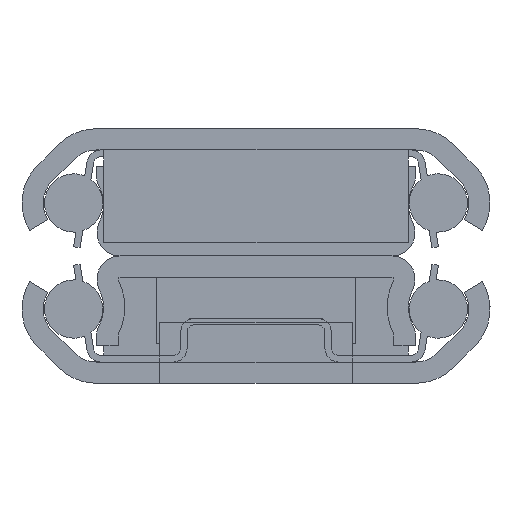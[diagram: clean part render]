
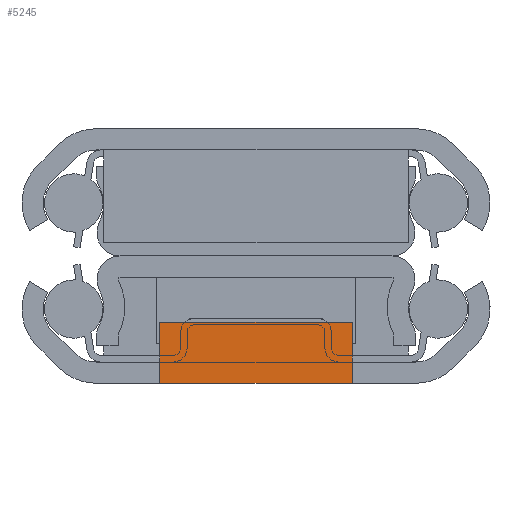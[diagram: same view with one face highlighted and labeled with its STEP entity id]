
A CAD part, left-side view. The second image highlights one B-rep face of the part: STEP entity #5245.
In plain terms, the highlighted face is planar.
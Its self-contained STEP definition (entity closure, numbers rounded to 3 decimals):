
#66 = CARTESIAN_POINT ( 'NONE',  ( -5., 7.25, 327.2 ) ) ;
#202 = ORIENTED_EDGE ( 'NONE', *, *, #1364, .T. ) ;
#235 = VECTOR ( 'NONE', #4453, 1000. ) ;
#665 = LINE ( 'NONE', #66, #3607 ) ;
#778 = VECTOR ( 'NONE', #1990, 1000. ) ;
#892 = VERTEX_POINT ( 'NONE', #3983 ) ;
#949 = VERTEX_POINT ( 'NONE', #1013 ) ;
#1013 = CARTESIAN_POINT ( 'NONE',  ( -5., -7.25, 327.2 ) ) ;
#1134 = VERTEX_POINT ( 'NONE', #5597 ) ;
#1362 = ORIENTED_EDGE ( 'NONE', *, *, #2726, .F. ) ;
#1364 = EDGE_CURVE ( 'NONE', #4935, #1134, #5379, .T. ) ;
#1563 = VECTOR ( 'NONE', #2658, 1000. ) ;
#1627 = CARTESIAN_POINT ( 'NONE',  ( -5., 7.25, 327.2 ) ) ;
#1692 = VERTEX_POINT ( 'NONE', #5482 ) ;
#1816 = DIRECTION ( 'NONE',  ( -1., 0., 0. ) ) ;
#1847 = ORIENTED_EDGE ( 'NONE', *, *, #3645, .F. ) ;
#1990 = DIRECTION ( 'NONE',  ( -1., 0., 0. ) ) ;
#2253 = EDGE_CURVE ( 'NONE', #5505, #949, #665, .T. ) ;
#2409 = DIRECTION ( 'NONE',  ( 0., 0., -1. ) ) ;
#2579 = CARTESIAN_POINT ( 'NONE',  ( -8., 7.25, 327.2 ) ) ;
#2658 = DIRECTION ( 'NONE',  ( -1., 0., 0. ) ) ;
#2726 = EDGE_CURVE ( 'NONE', #892, #1134, #5674, .T. ) ;
#2895 = CARTESIAN_POINT ( 'NONE',  ( -9.6, 7.25, 327.2 ) ) ;
#2898 = VECTOR ( 'NONE', #2945, 1000. ) ;
#2945 = DIRECTION ( 'NONE',  ( -1., 0., 0. ) ) ;
#2970 = EDGE_LOOP ( 'NONE', ( #202, #1362, #1847, #4488, #5249, #5188 ) ) ;
#3013 = CARTESIAN_POINT ( 'NONE',  ( -8., 7.25, 327.2 ) ) ;
#3187 = LINE ( 'NONE', #2579, #778 ) ;
#3269 = CARTESIAN_POINT ( 'NONE',  ( -5., 7.25, 327.2 ) ) ;
#3547 = CARTESIAN_POINT ( 'NONE',  ( -5., -7.25, 327.2 ) ) ;
#3607 = VECTOR ( 'NONE', #5363, 1000. ) ;
#3614 = PLANE ( 'NONE',  #4910 ) ;
#3645 = EDGE_CURVE ( 'NONE', #949, #892, #4166, .T. ) ;
#3869 = LINE ( 'NONE', #3269, #1563 ) ;
#3983 = CARTESIAN_POINT ( 'NONE',  ( -8., -7.25, 327.2 ) ) ;
#4163 = DIRECTION ( 'NONE',  ( 0., -1., 0. ) ) ;
#4166 = LINE ( 'NONE', #3547, #2898 ) ;
#4439 = EDGE_CURVE ( 'NONE', #1692, #4935, #3187, .T. ) ;
#4446 = FACE_OUTER_BOUND ( 'NONE', #2970, .T. ) ;
#4453 = DIRECTION ( 'NONE',  ( -1., 0., 0. ) ) ;
#4488 = ORIENTED_EDGE ( 'NONE', *, *, #2253, .F. ) ;
#4765 = CARTESIAN_POINT ( 'NONE',  ( -9.6, 7.25, 327.2 ) ) ;
#4910 = AXIS2_PLACEMENT_3D ( 'NONE', #3013, #2409, #1816 ) ;
#4935 = VERTEX_POINT ( 'NONE', #2895 ) ;
#5039 = EDGE_CURVE ( 'NONE', #5505, #1692, #3869, .T. ) ;
#5073 = CARTESIAN_POINT ( 'NONE',  ( -8., -7.25, 327.2 ) ) ;
#5188 = ORIENTED_EDGE ( 'NONE', *, *, #4439, .T. ) ;
#5245 = ADVANCED_FACE ( 'NONE', ( #4446 ), #3614, .F. ) ;
#5249 = ORIENTED_EDGE ( 'NONE', *, *, #5039, .T. ) ;
#5363 = DIRECTION ( 'NONE',  ( 0., -1., 0. ) ) ;
#5374 = VECTOR ( 'NONE', #4163, 1000. ) ;
#5379 = LINE ( 'NONE', #4765, #5374 ) ;
#5482 = CARTESIAN_POINT ( 'NONE',  ( -8., 7.25, 327.2 ) ) ;
#5505 = VERTEX_POINT ( 'NONE', #1627 ) ;
#5597 = CARTESIAN_POINT ( 'NONE',  ( -9.6, -7.25, 327.2 ) ) ;
#5674 = LINE ( 'NONE', #5073, #235 ) ;
